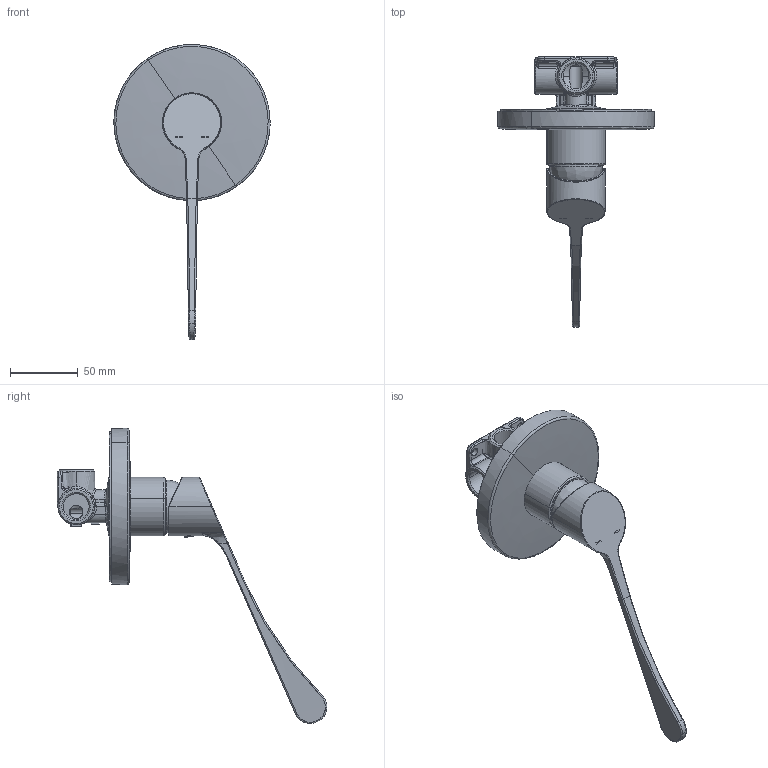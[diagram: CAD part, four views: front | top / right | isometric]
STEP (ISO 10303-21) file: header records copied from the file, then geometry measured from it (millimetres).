
FILE_DESCRIPTION(/* description */ (''),/* implementation_level */ '2;1');
FILE_NAME(/* name */ 'STEP - 9508815, 9511990',/* time_stamp */ '2025-03-18T16:48:58+11:00',/* author */ (''),/* organization */ (''),/* preprocessor_version */ 'ST-DEVELOPER v16.5',/* originating_system */ 'Rhino 7.37',/* authorisation */ '');
FILE_SCHEMA (('AUTOMOTIVE_DESIGN'));
Length unit declared in the file: millimetre
Products named in the file (1): Document
Bounding box: 114.99 x 198.5 x 217.23 mm (x, y, z)
Volume: 75401.6 mm3; surface area: 90347.2 mm2
Topology: 5 solids, 11 shells, 624 faces, 1578 edges, 910 vertices
Faces by surface type: bspline 304, cylinder 197, plane 123
Entity records: 28353 total; most frequent: CARTESIAN_POINT 18894, ORIENTED_EDGE 2984, EDGE_CURVE 1540, B_SPLINE_CURVE_WITH_KNOTS 927, VERTEX_POINT 906, EDGE_LOOP 664, ADVANCED_FACE 624, FACE_OUTER_BOUND 624
